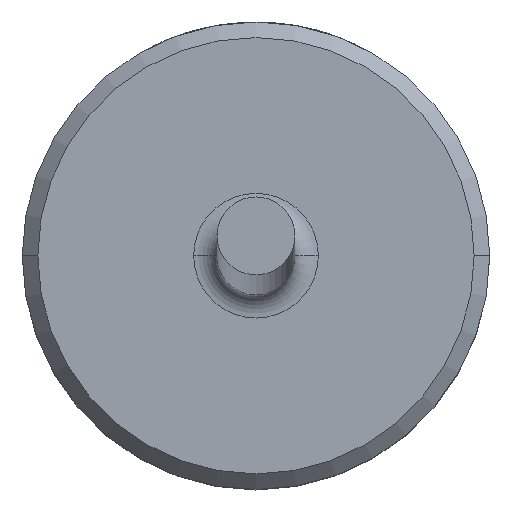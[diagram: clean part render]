
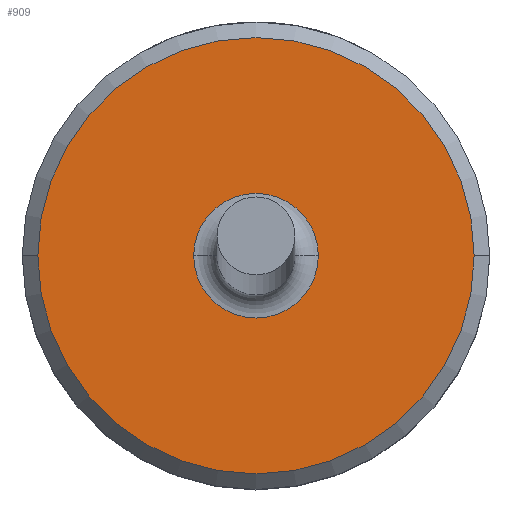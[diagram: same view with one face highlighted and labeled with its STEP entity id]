
A CAD part, top view. The second image highlights one B-rep face of the part: STEP entity #909.
In plain terms, the highlighted planar face has unit normal (0, 0, 1).
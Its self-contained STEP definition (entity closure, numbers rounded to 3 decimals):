
#27 = PLANE ( 'NONE',  #337 ) ;
#35 = DIRECTION ( 'NONE',  ( 1., 0., 0. ) ) ;
#66 = FACE_OUTER_BOUND ( 'NONE', #886, .T. ) ;
#74 = AXIS2_PLACEMENT_3D ( 'NONE', #949, #411, #1036 ) ;
#102 = CARTESIAN_POINT ( 'NONE',  ( 0., 0., 4. ) ) ;
#108 = DIRECTION ( 'NONE',  ( 0., 0., -1. ) ) ;
#120 = CARTESIAN_POINT ( 'NONE',  ( -0.8, 0., 4. ) ) ;
#125 = DIRECTION ( 'NONE',  ( 1., 0., 0. ) ) ;
#173 = VERTEX_POINT ( 'NONE', #579 ) ;
#196 = DIRECTION ( 'NONE',  ( -1., 0., 0. ) ) ;
#198 = VERTEX_POINT ( 'NONE', #120 ) ;
#245 = ORIENTED_EDGE ( 'NONE', *, *, #569, .T. ) ;
#281 = AXIS2_PLACEMENT_3D ( 'NONE', #667, #108, #762 ) ;
#337 = AXIS2_PLACEMENT_3D ( 'NONE', #504, #774, #125 ) ;
#384 = CIRCLE ( 'NONE', #1159, 0.8 ) ;
#411 = DIRECTION ( 'NONE',  ( 0., 0., 1. ) ) ;
#457 = EDGE_CURVE ( 'NONE', #173, #875, #698, .T. ) ;
#504 = CARTESIAN_POINT ( 'NONE',  ( 0., 0., 4. ) ) ;
#554 = CIRCLE ( 'NONE', #74, 2.8 ) ;
#567 = EDGE_LOOP ( 'NONE', ( #245, #1052 ) ) ;
#569 = EDGE_CURVE ( 'NONE', #198, #693, #854, .T. ) ;
#579 = CARTESIAN_POINT ( 'NONE',  ( -2.8, 0., 4. ) ) ;
#610 = DIRECTION ( 'NONE',  ( 0., 0., 1. ) ) ;
#625 = ORIENTED_EDGE ( 'NONE', *, *, #901, .T. ) ;
#667 = CARTESIAN_POINT ( 'NONE',  ( 0., 0., 4. ) ) ;
#693 = VERTEX_POINT ( 'NONE', #974 ) ;
#698 = CIRCLE ( 'NONE', #973, 2.8 ) ;
#747 = FACE_BOUND ( 'NONE', #567, .T. ) ;
#756 = DIRECTION ( 'NONE',  ( 0., 0., -1. ) ) ;
#762 = DIRECTION ( 'NONE',  ( -1., 0., 0. ) ) ;
#774 = DIRECTION ( 'NONE',  ( 0., 0., 1. ) ) ;
#778 = EDGE_CURVE ( 'NONE', #693, #198, #384, .T. ) ;
#846 = ORIENTED_EDGE ( 'NONE', *, *, #457, .T. ) ;
#854 = CIRCLE ( 'NONE', #281, 0.8 ) ;
#875 = VERTEX_POINT ( 'NONE', #1030 ) ;
#886 = EDGE_LOOP ( 'NONE', ( #846, #625 ) ) ;
#901 = EDGE_CURVE ( 'NONE', #875, #173, #554, .T. ) ;
#909 = ADVANCED_FACE ( 'NONE', ( #66, #747 ), #27, .T. ) ;
#949 = CARTESIAN_POINT ( 'NONE',  ( 0., 0., 4. ) ) ;
#973 = AXIS2_PLACEMENT_3D ( 'NONE', #1123, #610, #35 ) ;
#974 = CARTESIAN_POINT ( 'NONE',  ( 0.8, 0., 4. ) ) ;
#1030 = CARTESIAN_POINT ( 'NONE',  ( 2.8, 0., 4. ) ) ;
#1036 = DIRECTION ( 'NONE',  ( 1., 0., 0. ) ) ;
#1052 = ORIENTED_EDGE ( 'NONE', *, *, #778, .T. ) ;
#1123 = CARTESIAN_POINT ( 'NONE',  ( 0., 0., 4. ) ) ;
#1159 = AXIS2_PLACEMENT_3D ( 'NONE', #102, #756, #196 ) ;
